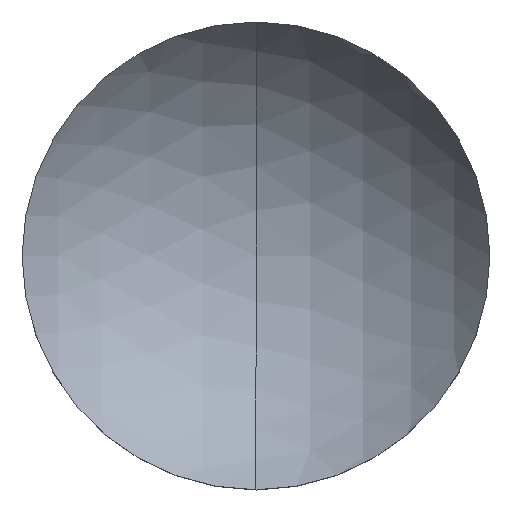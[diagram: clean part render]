
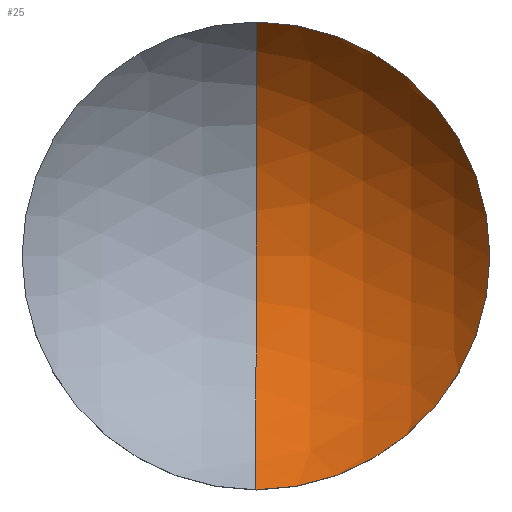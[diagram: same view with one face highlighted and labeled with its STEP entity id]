
A CAD part, top view. The second image highlights one B-rep face of the part: STEP entity #25.
In plain terms, the highlighted spherical face has radius 15.534 mm.
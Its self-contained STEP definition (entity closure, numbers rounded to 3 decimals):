
#25 = ADVANCED_FACE ( 'NONE', ( #100 ), #74, .F. ) ;
#26 = ORIENTED_EDGE ( 'NONE', *, *, #46, .F. ) ;
#29 = EDGE_LOOP ( 'NONE', ( #26, #53, #58 ) ) ;
#30 = VERTEX_POINT ( 'NONE', #82 ) ;
#32 = VERTEX_POINT ( 'NONE', #81 ) ;
#40 = EDGE_CURVE ( 'NONE', #41, #30, #133, .T. ) ;
#41 = VERTEX_POINT ( 'NONE', #143 ) ;
#46 = EDGE_CURVE ( 'NONE', #32, #30, #116, .T. ) ;
#53 = ORIENTED_EDGE ( 'NONE', *, *, #54, .T. ) ;
#54 = EDGE_CURVE ( 'NONE', #32, #41, #128, .T. ) ;
#58 = ORIENTED_EDGE ( 'NONE', *, *, #40, .T. ) ;
#71 = DIRECTION ( 'NONE',  ( 0., 1., 0. ) ) ;
#72 = DIRECTION ( 'NONE',  ( -1., 0., 0. ) ) ;
#73 = AXIS2_PLACEMENT_3D ( 'NONE', #99, #72, #71 ) ;
#74 = SPHERICAL_SURFACE ( 'NONE', #73, 15.534 ) ;
#81 = CARTESIAN_POINT ( 'NONE',  ( 0., 0., 2. ) ) ;
#82 = CARTESIAN_POINT ( 'NONE',  ( 0., 12.7, 8.589 ) ) ;
#99 = CARTESIAN_POINT ( 'NONE',  ( 0., 0., 17.534 ) ) ;
#100 = FACE_OUTER_BOUND ( 'NONE', #29, .T. ) ;
#112 = DIRECTION ( 'NONE',  ( 0., 0., -1. ) ) ;
#113 = DIRECTION ( 'NONE',  ( 1., 0., 0. ) ) ;
#114 = CARTESIAN_POINT ( 'NONE',  ( 0., 0., 17.534 ) ) ;
#115 = AXIS2_PLACEMENT_3D ( 'NONE', #114, #113, #112 ) ;
#116 = CIRCLE ( 'NONE', #115, 15.534 ) ;
#124 = DIRECTION ( 'NONE',  ( 0., -1., 0. ) ) ;
#125 = DIRECTION ( 'NONE',  ( -1., 0., 0. ) ) ;
#126 = CARTESIAN_POINT ( 'NONE',  ( 0., 0., 17.534 ) ) ;
#127 = AXIS2_PLACEMENT_3D ( 'NONE', #126, #125, #124 ) ;
#128 = CIRCLE ( 'NONE', #127, 15.534 ) ;
#132 = AXIS2_PLACEMENT_3D ( 'NONE', #146, #145, #144 ) ;
#133 = CIRCLE ( 'NONE', #132, 12.7 ) ;
#143 = CARTESIAN_POINT ( 'NONE',  ( 0., -12.7, 8.589 ) ) ;
#144 = DIRECTION ( 'NONE',  ( 0., -1., 0. ) ) ;
#145 = DIRECTION ( 'NONE',  ( 0., 0., 1. ) ) ;
#146 = CARTESIAN_POINT ( 'NONE',  ( 0., 0., 8.589 ) ) ;
